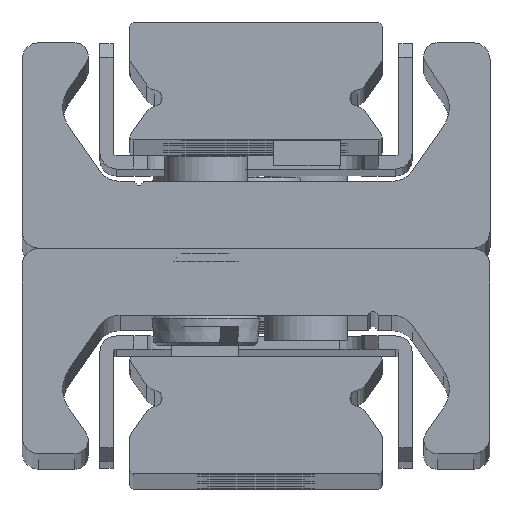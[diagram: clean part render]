
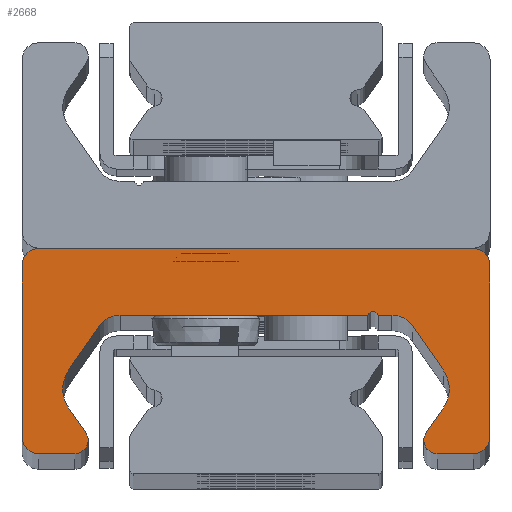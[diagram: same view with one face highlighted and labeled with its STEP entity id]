
A CAD part, top view. The second image highlights one B-rep face of the part: STEP entity #2668.
In plain terms, the highlighted planar face has unit normal (0, 0, 1).
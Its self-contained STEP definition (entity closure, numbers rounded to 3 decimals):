
#1738=CARTESIAN_POINT('',(7.0,0.0,530.0));
#1739=VERTEX_POINT('',#1738);
#1740=CARTESIAN_POINT('',(6.,1.0,530.0));
#1741=VERTEX_POINT('',#1740);
#1742=CARTESIAN_POINT('',(7.0,1.0,530.0));
#1743=DIRECTION('',(0.0,0.0,-1.0));
#1744=DIRECTION('',(-1.0,0.0,0.0));
#1745=AXIS2_PLACEMENT_3D('',#1742,#1743,#1744);
#1746=CIRCLE('',#1745,1.0);
#1747=EDGE_CURVE('',#1739,#1741,#1746,.T.);
#1780=CARTESIAN_POINT('',(6.,11.3,530.0));
#1781=VERTEX_POINT('',#1780);
#1782=CARTESIAN_POINT('',(6.,1.0,530.0));
#1783=DIRECTION('',(0.0,1.0,0.0));
#1784=VECTOR('',#1783,10.3);
#1785=LINE('',#1782,#1784);
#1786=EDGE_CURVE('',#1741,#1781,#1785,.T.);
#1811=CARTESIAN_POINT('',(7.0,12.3,530.0));
#1812=VERTEX_POINT('',#1811);
#1813=CARTESIAN_POINT('',(7.,11.3,530.0));
#1814=DIRECTION('',(0.0,0.0,-1.0));
#1815=DIRECTION('',(0.0,1.0,0.0));
#1816=AXIS2_PLACEMENT_3D('',#1813,#1814,#1815);
#1817=CIRCLE('',#1816,1.0);
#1818=EDGE_CURVE('',#1781,#1812,#1817,.T.);
#1844=CARTESIAN_POINT('',(9.17,12.3,530.0));
#1845=VERTEX_POINT('',#1844);
#1846=CARTESIAN_POINT('',(7.0,12.3,530.0));
#1847=DIRECTION('',(1.0,0.0,0.0));
#1848=VECTOR('',#1847,2.17);
#1849=LINE('',#1846,#1848);
#1850=EDGE_CURVE('',#1812,#1845,#1849,.T.);
#1875=CARTESIAN_POINT('',(9.826,11.041,530.0));
#1876=VERTEX_POINT('',#1875);
#1877=CARTESIAN_POINT('',(9.17,11.5,530.0));
#1878=DIRECTION('',(0.0,0.0,-1.));
#1879=DIRECTION('',(0.819,-0.574,0.0));
#1880=AXIS2_PLACEMENT_3D('',#1877,#1878,#1879);
#1881=CIRCLE('',#1880,0.8);
#1882=EDGE_CURVE('',#1845,#1876,#1881,.T.);
#1908=CARTESIAN_POINT('',(8.794,9.567,530.0));
#1909=VERTEX_POINT('',#1908);
#1910=CARTESIAN_POINT('',(9.826,11.041,530.0));
#1911=DIRECTION('',(-0.574,-0.819,0.0));
#1912=VECTOR('',#1911,1.799);
#1913=LINE('',#1910,#1912);
#1914=EDGE_CURVE('',#1876,#1909,#1913,.T.);
#1939=CARTESIAN_POINT('',(8.794,7.273,530.0));
#1940=VERTEX_POINT('',#1939);
#1941=CARTESIAN_POINT('',(10.432,8.42,530.0));
#1942=DIRECTION('',(0.0,0.0,1.0));
#1943=DIRECTION('',(0.819,-0.574,0.0));
#1944=AXIS2_PLACEMENT_3D('',#1941,#1942,#1943);
#1945=CIRCLE('',#1944,2.0);
#1946=EDGE_CURVE('',#1909,#1940,#1945,.T.);
#1972=CARTESIAN_POINT('',(10.637,4.64,530.0));
#1973=VERTEX_POINT('',#1972);
#1974=CARTESIAN_POINT('',(8.794,7.273,530.0));
#1975=DIRECTION('',(0.574,-0.819,0.0));
#1976=VECTOR('',#1975,3.215);
#1977=LINE('',#1974,#1976);
#1978=EDGE_CURVE('',#1940,#1973,#1977,.T.);
#2003=CARTESIAN_POINT('',(11.866,4.,530.0));
#2004=VERTEX_POINT('',#2003);
#2005=CARTESIAN_POINT('',(11.866,5.5,530.0));
#2006=DIRECTION('',(0.0,0.0,1.0));
#2007=DIRECTION('',(0.819,0.574,0.0));
#2008=AXIS2_PLACEMENT_3D('',#2005,#2006,#2007);
#2009=CIRCLE('',#2008,1.5);
#2010=EDGE_CURVE('',#1973,#2004,#2009,.T.);
#2036=CARTESIAN_POINT('',(12.665,4.,530.0));
#2037=VERTEX_POINT('',#2036);
#2038=CARTESIAN_POINT('',(11.866,4.,530.0));
#2039=DIRECTION('',(1.0,0.0,0.0));
#2040=VECTOR('',#2039,0.798);
#2041=LINE('',#2038,#2040);
#2042=EDGE_CURVE('',#2004,#2037,#2041,.T.);
#2067=CARTESIAN_POINT('',(12.76,3.929,530.0));
#2068=VERTEX_POINT('',#2067);
#2069=CARTESIAN_POINT('',(12.665,3.9,530.0));
#2070=DIRECTION('',(0.0,0.0,-1.0));
#2071=DIRECTION('',(0.958,0.286,0.0));
#2072=AXIS2_PLACEMENT_3D('',#2069,#2070,#2071);
#2073=CIRCLE('',#2072,0.1);
#2074=EDGE_CURVE('',#2037,#2068,#2073,.T.);
#2100=CARTESIAN_POINT('',(13.24,3.929,530.0));
#2101=VERTEX_POINT('',#2100);
#2102=CARTESIAN_POINT('',(13.,4.0,530.0));
#2103=DIRECTION('',(0.0,0.0,1.));
#2104=DIRECTION('',(0.958,0.286,0.0));
#2105=AXIS2_PLACEMENT_3D('',#2102,#2103,#2104);
#2106=CIRCLE('',#2105,0.25);
#2107=EDGE_CURVE('',#2068,#2101,#2106,.T.);
#2133=CARTESIAN_POINT('',(13.335,4.0,530.0));
#2134=VERTEX_POINT('',#2133);
#2135=CARTESIAN_POINT('',(13.335,3.9,530.0));
#2136=DIRECTION('',(0.0,0.0,-1.0));
#2137=DIRECTION('',(0.0,1.0,0.0));
#2138=AXIS2_PLACEMENT_3D('',#2135,#2136,#2137);
#2139=CIRCLE('',#2138,0.1);
#2140=EDGE_CURVE('',#2101,#2134,#2139,.T.);
#2166=CARTESIAN_POINT('',(28.134,4.0,530.0));
#2167=VERTEX_POINT('',#2166);
#2168=CARTESIAN_POINT('',(13.335,4.0,530.0));
#2169=DIRECTION('',(1.0,0.0,0.0));
#2170=VECTOR('',#2169,14.798);
#2171=LINE('',#2168,#2170);
#2172=EDGE_CURVE('',#2134,#2167,#2171,.T.);
#2248=CARTESIAN_POINT('',(29.363,4.64,530.0));
#2249=VERTEX_POINT('',#2248);
#2250=CARTESIAN_POINT('',(28.134,5.5,530.0));
#2251=DIRECTION('',(0.0,0.0,1.0));
#2252=DIRECTION('',(0.0,1.0,0.0));
#2253=AXIS2_PLACEMENT_3D('',#2250,#2251,#2252);
#2254=CIRCLE('',#2253,1.5);
#2255=EDGE_CURVE('',#2167,#2249,#2254,.T.);
#2281=CARTESIAN_POINT('',(31.206,7.273,530.0));
#2282=VERTEX_POINT('',#2281);
#2283=CARTESIAN_POINT('',(29.363,4.64,530.0));
#2284=DIRECTION('',(0.574,0.819,0.0));
#2285=VECTOR('',#2284,3.215);
#2286=LINE('',#2283,#2285);
#2287=EDGE_CURVE('',#2249,#2282,#2286,.T.);
#2312=CARTESIAN_POINT('',(31.206,9.567,530.0));
#2313=VERTEX_POINT('',#2312);
#2314=CARTESIAN_POINT('',(29.568,8.42,530.0));
#2315=DIRECTION('',(0.0,0.0,1.));
#2316=DIRECTION('',(-0.819,0.574,0.0));
#2317=AXIS2_PLACEMENT_3D('',#2314,#2315,#2316);
#2318=CIRCLE('',#2317,2.0);
#2319=EDGE_CURVE('',#2282,#2313,#2318,.T.);
#2345=CARTESIAN_POINT('',(30.174,11.041,530.0));
#2346=VERTEX_POINT('',#2345);
#2347=CARTESIAN_POINT('',(31.206,9.567,530.0));
#2348=DIRECTION('',(-0.574,0.819,0.0));
#2349=VECTOR('',#2348,1.799);
#2350=LINE('',#2347,#2349);
#2351=EDGE_CURVE('',#2313,#2346,#2350,.T.);
#2376=CARTESIAN_POINT('',(30.83,12.3,530.0));
#2377=VERTEX_POINT('',#2376);
#2378=CARTESIAN_POINT('',(30.83,11.5,530.0));
#2379=DIRECTION('',(0.0,0.0,-1.0));
#2380=DIRECTION('',(0.0,1.0,0.0));
#2381=AXIS2_PLACEMENT_3D('',#2378,#2379,#2380);
#2382=CIRCLE('',#2381,0.8);
#2383=EDGE_CURVE('',#2346,#2377,#2382,.T.);
#2409=CARTESIAN_POINT('',(33.0,12.3,530.0));
#2410=VERTEX_POINT('',#2409);
#2411=CARTESIAN_POINT('',(30.83,12.3,530.0));
#2412=DIRECTION('',(1.0,0.0,0.0));
#2413=VECTOR('',#2412,2.17);
#2414=LINE('',#2411,#2413);
#2415=EDGE_CURVE('',#2377,#2410,#2414,.T.);
#2440=CARTESIAN_POINT('',(34.0,11.3,530.0));
#2441=VERTEX_POINT('',#2440);
#2442=CARTESIAN_POINT('',(33.0,11.3,530.0));
#2443=DIRECTION('',(0.0,0.0,-1.0));
#2444=DIRECTION('',(1.0,0.0,0.0));
#2445=AXIS2_PLACEMENT_3D('',#2442,#2443,#2444);
#2446=CIRCLE('',#2445,1.0);
#2447=EDGE_CURVE('',#2410,#2441,#2446,.T.);
#2473=CARTESIAN_POINT('',(34.0,1.0,530.0));
#2474=VERTEX_POINT('',#2473);
#2475=CARTESIAN_POINT('',(34.0,11.3,530.0));
#2476=DIRECTION('',(0.0,-1.0,0.0));
#2477=VECTOR('',#2476,10.3);
#2478=LINE('',#2475,#2477);
#2479=EDGE_CURVE('',#2441,#2474,#2478,.T.);
#2504=CARTESIAN_POINT('',(33.0,0.0,530.0));
#2505=VERTEX_POINT('',#2504);
#2506=CARTESIAN_POINT('',(33.0,1.0,530.0));
#2507=DIRECTION('',(0.0,0.0,-1.0));
#2508=DIRECTION('',(0.0,-1.0,0.0));
#2509=AXIS2_PLACEMENT_3D('',#2506,#2507,#2508);
#2510=CIRCLE('',#2509,1.0);
#2511=EDGE_CURVE('',#2474,#2505,#2510,.T.);
#2537=CARTESIAN_POINT('',(33.0,0.0,530.0));
#2538=DIRECTION('',(-1.0,0.0,0.0));
#2539=VECTOR('',#2538,26.0);
#2540=LINE('',#2537,#2539);
#2541=EDGE_CURVE('',#2505,#1739,#2540,.T.);
#2637=CARTESIAN_POINT('',(19.983,4.783,530.0));
#2638=DIRECTION('',(0.0,0.0,1.0));
#2639=DIRECTION('',(1.0,0.0,0.0));
#2640=AXIS2_PLACEMENT_3D('',#2637,#2638,#2639);
#2641=PLANE('',#2640);
#2642=ORIENTED_EDGE('',*,*,#1747,.F.);
#2643=ORIENTED_EDGE('',*,*,#2541,.F.);
#2644=ORIENTED_EDGE('',*,*,#2511,.F.);
#2645=ORIENTED_EDGE('',*,*,#2479,.F.);
#2646=ORIENTED_EDGE('',*,*,#2447,.F.);
#2647=ORIENTED_EDGE('',*,*,#2415,.F.);
#2648=ORIENTED_EDGE('',*,*,#2383,.F.);
#2649=ORIENTED_EDGE('',*,*,#2351,.F.);
#2650=ORIENTED_EDGE('',*,*,#2319,.F.);
#2651=ORIENTED_EDGE('',*,*,#2287,.F.);
#2652=ORIENTED_EDGE('',*,*,#2255,.F.);
#2653=ORIENTED_EDGE('',*,*,#2172,.F.);
#2654=ORIENTED_EDGE('',*,*,#2140,.F.);
#2655=ORIENTED_EDGE('',*,*,#2107,.F.);
#2656=ORIENTED_EDGE('',*,*,#2074,.F.);
#2657=ORIENTED_EDGE('',*,*,#2042,.F.);
#2658=ORIENTED_EDGE('',*,*,#2010,.F.);
#2659=ORIENTED_EDGE('',*,*,#1978,.F.);
#2660=ORIENTED_EDGE('',*,*,#1946,.F.);
#2661=ORIENTED_EDGE('',*,*,#1914,.F.);
#2662=ORIENTED_EDGE('',*,*,#1882,.F.);
#2663=ORIENTED_EDGE('',*,*,#1850,.F.);
#2664=ORIENTED_EDGE('',*,*,#1818,.F.);
#2665=ORIENTED_EDGE('',*,*,#1786,.F.);
#2666=EDGE_LOOP('',(#2642,#2643,#2644,#2645,#2646,#2647,#2648,#2649,#2650,#2651,#2652,#2653,#2654,#2655,#2656,#2657,#2658,#2659,#2660,#2661,#2662,#2663,#2664,#2665));
#2667=FACE_OUTER_BOUND('',#2666,.T.);
#2668=ADVANCED_FACE('',(#2667),#2641,.T.);
